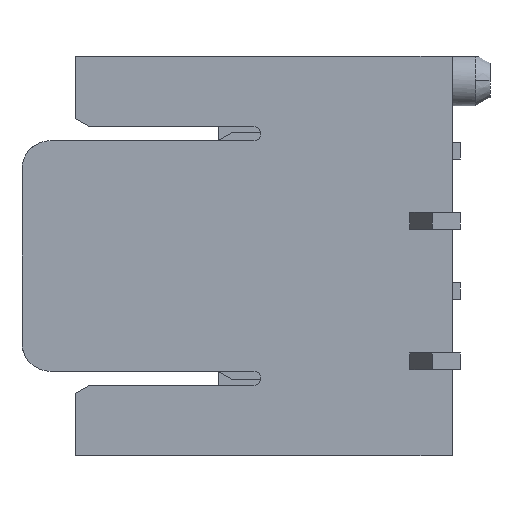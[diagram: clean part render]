
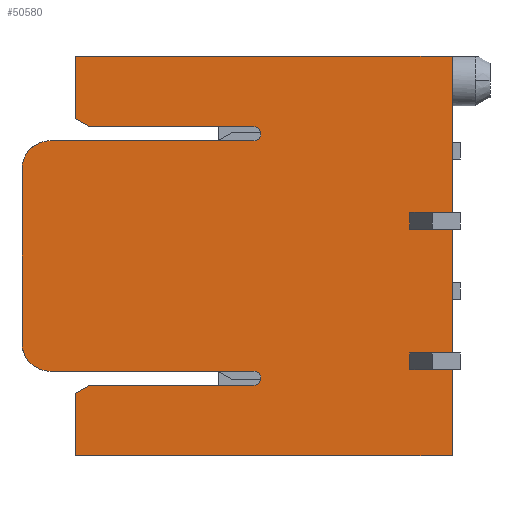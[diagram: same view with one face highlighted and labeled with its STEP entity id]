
A CAD part, left-side view. The second image highlights one B-rep face of the part: STEP entity #50580.
In plain terms, the highlighted face is planar.
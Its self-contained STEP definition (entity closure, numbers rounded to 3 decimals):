
#2090=CARTESIAN_POINT('',(-380.754,35.499,21.25));
#2100=VERTEX_POINT('',#2090);
#2130=CARTESIAN_POINT('',(-380.754,0.,21.25));
#2140=DIRECTION('',(0.,1.,0.));
#2150=VECTOR('',#2140,1.);
#2160=LINE('',#2130,#2150);
#2170=CARTESIAN_POINT('',(-380.754,48.899,21.25));
#2180=VERTEX_POINT('',#2170);
#2190=EDGE_CURVE('',#2100,#2180,#2160,.T.);
#3000=CARTESIAN_POINT('',(-380.754,35.499,
35.45));
#3010=VERTEX_POINT('',#3000);
#3040=CARTESIAN_POINT('',(-380.754,35.499,0.));
#3050=DIRECTION('',(0.,0.,-1.));
#3060=VECTOR('',#3050,1.);
#3070=LINE('',#3040,#3060);
#3080=EDGE_CURVE('',#3010,#2100,#3070,.T.);
#10460=CARTESIAN_POINT('',(-380.754,48.899,0.));
#10470=DIRECTION('',(0.,0.,-1.));
#10480=VECTOR('',#10470,1.);
#10490=LINE('',#10460,#10480);
#10500=CARTESIAN_POINT('',(-380.754,48.899,
23.461));
#10510=VERTEX_POINT('',#10500);
#10520=EDGE_CURVE('',#10510,#2180,#10490,.T.);
#11570=CARTESIAN_POINT('',(-380.754,49.799,
25.25));
#11580=DIRECTION('',(1.,0.,0.));
#11590=DIRECTION('',(0.,-1.,0.));
#11600=AXIS2_PLACEMENT_3D('',#11570,#11580,#11590);
#11610=CIRCLE('',#11600,1.);
#11620=CARTESIAN_POINT('',(-380.754,49.799,
24.25));
#11630=VERTEX_POINT('',#11620);
#11640=CARTESIAN_POINT('',(-380.754,50.799,
25.25));
#11650=VERTEX_POINT('',#11640);
#11660=EDGE_CURVE('',#11630,#11650,#11610,.T.);
#13690=CARTESIAN_POINT('',(-380.754,36.999,
26.8));
#13700=VERTEX_POINT('',#13690);
#13870=CARTESIAN_POINT('',(-380.754,36.999,
27.4));
#13880=VERTEX_POINT('',#13870);
#13910=CARTESIAN_POINT('',(-380.754,36.999,0.));
#13920=DIRECTION('',(0.,0.,1.));
#13930=VECTOR('',#13920,1.);
#13940=LINE('',#13910,#13930);
#13950=EDGE_CURVE('',#13700,#13880,#13940,.T.);
#14120=CARTESIAN_POINT('',(-380.754,42.549,
32.7));
#14130=DIRECTION('',(1.,0.,0.));
#14140=DIRECTION('',(0.,0.,-1.));
#14150=AXIS2_PLACEMENT_3D('',#14120,#14130,#14140);
#14160=CIRCLE('',#14150,0.25);
#14170=CARTESIAN_POINT('',(-380.754,42.549,
32.95));
#14180=VERTEX_POINT('',#14170);
#14190=CARTESIAN_POINT('',(-380.754,42.549,
32.45));
#14200=VERTEX_POINT('',#14190);
#14210=EDGE_CURVE('',#14180,#14200,#14160,.T.);
#17370=CARTESIAN_POINT('',(-380.754,35.699,
31.8));
#17380=VERTEX_POINT('',#17370);
#17410=CARTESIAN_POINT('',(-380.754,35.699,0.));
#17420=DIRECTION('',(0.,0.,1.));
#17430=VECTOR('',#17420,1.);
#17440=LINE('',#17410,#17430);
#17450=CARTESIAN_POINT('',(-380.754,35.699,
32.4));
#17460=VERTEX_POINT('',#17450);
#17470=EDGE_CURVE('',#17380,#17460,#17440,.T.);
#22490=CARTESIAN_POINT('',(-380.754,0.,32.4));
#22500=DIRECTION('',(0.,1.,0.));
#22510=VECTOR('',#22500,1.);
#22520=LINE('',#22490,#22510);
#22530=CARTESIAN_POINT('',(-380.754,36.999,
32.4));
#22540=VERTEX_POINT('',#22530);
#22550=EDGE_CURVE('',#17460,#22540,#22520,.T.);
#24460=CARTESIAN_POINT('',(-380.754,36.999,
31.8));
#24470=VERTEX_POINT('',#24460);
#24590=CARTESIAN_POINT('',(-380.754,36.999,0.));
#24600=DIRECTION('',(0.,0.,1.));
#24610=VECTOR('',#24600,1.);
#24620=LINE('',#24590,#24610);
#24630=EDGE_CURVE('',#24470,#22540,#24620,.T.);
#25290=CARTESIAN_POINT('',(-380.754,0.,51.693));
#25300=DIRECTION('',(0.,-0.866,0.5));
#25310=VECTOR('',#25300,1.);
#25320=LINE('',#25290,#25310);
#25330=CARTESIAN_POINT('',(-380.754,48.399,
23.75));
#25340=VERTEX_POINT('',#25330);
#25350=EDGE_CURVE('',#10510,#25340,#25320,.T.);
#38060=CARTESIAN_POINT('',(-380.754,41.799,
32.45));
#38070=DIRECTION('',(0.,1.,0.));
#38080=VECTOR('',#38070,1.);
#38090=LINE('',#38060,#38080);
#38100=CARTESIAN_POINT('',(-380.754,49.799,
32.45));
#38110=VERTEX_POINT('',#38100);
#38120=EDGE_CURVE('',#14200,#38110,#38090,.T.);
#44240=CARTESIAN_POINT('',(-380.754,0.,5.007));
#44250=DIRECTION('',(0.,0.866,0.5));
#44260=VECTOR('',#44250,1.);
#44270=LINE('',#44240,#44260);
#44280=CARTESIAN_POINT('',(-380.754,48.399,
32.95));
#44290=VERTEX_POINT('',#44280);
#44300=CARTESIAN_POINT('',(-380.754,48.899,
33.239));
#44310=VERTEX_POINT('',#44300);
#44320=EDGE_CURVE('',#44290,#44310,#44270,.T.);
#46240=CARTESIAN_POINT('',(-380.754,0.,26.8));
#46250=DIRECTION('',(0.,1.,0.));
#46260=VECTOR('',#46250,1.);
#46270=LINE('',#46240,#46260);
#46280=CARTESIAN_POINT('',(-380.754,35.699,
26.8));
#46290=VERTEX_POINT('',#46280);
#46300=EDGE_CURVE('',#46290,#13700,#46270,.T.);
#47580=CARTESIAN_POINT('',(-380.754,42.549,
24.25));
#47590=VERTEX_POINT('',#47580);
#47620=CARTESIAN_POINT('',(-380.754,48.899,
24.25));
#47630=DIRECTION('',(0.,-1.,0.));
#47640=VECTOR('',#47630,1.);
#47650=LINE('',#47620,#47640);
#47660=EDGE_CURVE('',#11630,#47590,#47650,.T.);
#49630=CARTESIAN_POINT('',(-380.754,42.689,
-3.121));
#49640=DIRECTION('',(1.,-0.,0.));
#49650=DIRECTION('',(0.,0.,-1.));
#49660=AXIS2_PLACEMENT_3D('',#49630,#49640,#49650);
#49670=PLANE('',#49660);
#49680=CARTESIAN_POINT('',(-380.754,35.699,0.));
#49690=DIRECTION('',(0.,0.,1.));
#49700=VECTOR('',#49690,1.);
#49710=LINE('',#49680,#49700);
#49720=CARTESIAN_POINT('',(-380.754,35.699,
27.4));
#49730=VERTEX_POINT('',#49720);
#49740=EDGE_CURVE('',#46290,#49730,#49710,.T.);
#49750=ORIENTED_EDGE('',*,*,#49740,.T.);
#49760=ORIENTED_EDGE('',*,*,#46300,.F.);
#49770=ORIENTED_EDGE('',*,*,#13950,.F.);
#49780=CARTESIAN_POINT('',(-380.754,0.,27.4));
#49790=DIRECTION('',(0.,1.,0.));
#49800=VECTOR('',#49790,1.);
#49810=LINE('',#49780,#49800);
#49820=EDGE_CURVE('',#49730,#13880,#49810,.T.);
#49830=ORIENTED_EDGE('',*,*,#49820,.T.);
#49840=EDGE_LOOP('',(#49830,#49770,#49760,#49750));
#49850=FACE_BOUND('',#49840,.T.);
#49860=ORIENTED_EDGE('',*,*,#17470,.T.);
#49870=CARTESIAN_POINT('',(-380.754,0.,31.8));
#49880=DIRECTION('',(0.,1.,0.));
#49890=VECTOR('',#49880,1.);
#49900=LINE('',#49870,#49890);
#49910=EDGE_CURVE('',#17380,#24470,#49900,.T.);
#49920=ORIENTED_EDGE('',*,*,#49910,.F.);
#49930=ORIENTED_EDGE('',*,*,#24630,.F.);
#49940=ORIENTED_EDGE('',*,*,#22550,.T.);
#49950=EDGE_LOOP('',(#49940,#49930,#49920,#49860));
#49960=FACE_BOUND('',#49950,.T.);
#49970=CARTESIAN_POINT('',(-380.754,48.899,
-2.5));
#49980=DIRECTION('',(0.,0.,1.));
#49990=VECTOR('',#49980,1.);
#50000=LINE('',#49970,#49990);
#50010=CARTESIAN_POINT('',(-380.754,48.899,
35.45));
#50020=VERTEX_POINT('',#50010);
#50030=EDGE_CURVE('',#44310,#50020,#50000,.T.);
#50040=ORIENTED_EDGE('',*,*,#50030,.T.);
#50050=ORIENTED_EDGE('',*,*,#44320,.T.);
#50060=CARTESIAN_POINT('',(-380.754,0.,32.95));
#50070=DIRECTION('',(0.,1.,0.));
#50080=VECTOR('',#50070,1.);
#50090=LINE('',#50060,#50080);
#50100=EDGE_CURVE('',#14180,#44290,#50090,.T.);
#50110=ORIENTED_EDGE('',*,*,#50100,.T.);
#50120=ORIENTED_EDGE('',*,*,#14210,.F.);
#50130=ORIENTED_EDGE('',*,*,#38120,.F.);
#50140=CARTESIAN_POINT('',(-380.754,49.799,
31.45));
#50150=DIRECTION('',(-1.,0.,0.));
#50160=DIRECTION('',(0.,1.,0.));
#50170=AXIS2_PLACEMENT_3D('',#50140,#50150,#50160);
#50180=CIRCLE('',#50170,1.);
#50190=CARTESIAN_POINT('',(-380.754,50.799,
31.45));
#50200=VERTEX_POINT('',#50190);
#50210=EDGE_CURVE('',#38110,#50200,#50180,.T.);
#50220=ORIENTED_EDGE('',*,*,#50210,.F.);
#50230=CARTESIAN_POINT('',(-380.754,50.799,
32.45));
#50240=DIRECTION('',(0.,0.,-1.));
#50250=VECTOR('',#50240,1.);
#50260=LINE('',#50230,#50250);
#50270=EDGE_CURVE('',#50200,#11650,#50260,.T.);
#50280=ORIENTED_EDGE('',*,*,#50270,.F.);
#50290=ORIENTED_EDGE('',*,*,#11660,.T.);
#50300=ORIENTED_EDGE('',*,*,#47660,.F.);
#50310=CARTESIAN_POINT('',(-380.754,42.549,
24.));
#50320=DIRECTION('',(1.,0.,0.));
#50330=DIRECTION('',(0.,0.,-1.));
#50340=AXIS2_PLACEMENT_3D('',#50310,#50320,#50330);
#50350=CIRCLE('',#50340,0.25);
#50360=CARTESIAN_POINT('',(-380.754,42.549,
23.75));
#50370=VERTEX_POINT('',#50360);
#50380=EDGE_CURVE('',#47590,#50370,#50350,.T.);
#50390=ORIENTED_EDGE('',*,*,#50380,.F.);
#50400=CARTESIAN_POINT('',(-380.754,0.,23.75));
#50410=DIRECTION('',(0.,-1.,0.));
#50420=VECTOR('',#50410,1.);
#50430=LINE('',#50400,#50420);
#50440=EDGE_CURVE('',#25340,#50370,#50430,.T.);
#50450=ORIENTED_EDGE('',*,*,#50440,.T.);
#50460=ORIENTED_EDGE('',*,*,#25350,.T.);
#50470=ORIENTED_EDGE('',*,*,#10520,.F.);
#50480=ORIENTED_EDGE('',*,*,#2190,.T.);
#50490=ORIENTED_EDGE('',*,*,#3080,.T.);
#50500=CARTESIAN_POINT('',(-380.754,0.,35.45));
#50510=DIRECTION('',(0.,-1.,0.));
#50520=VECTOR('',#50510,1.);
#50530=LINE('',#50500,#50520);
#50540=EDGE_CURVE('',#50020,#3010,#50530,.T.);
#50550=ORIENTED_EDGE('',*,*,#50540,.T.);
#50560=EDGE_LOOP('',(#50550,#50490,#50480,#50470,#50460,#50450,#50390,
#50300,#50290,#50280,#50220,#50130,#50120,#50110,#50050,#50040));
#50570=FACE_OUTER_BOUND('',#50560,.T.);
#50580=ADVANCED_FACE('',(#49850,#49960,#50570),#49670,.T.);
